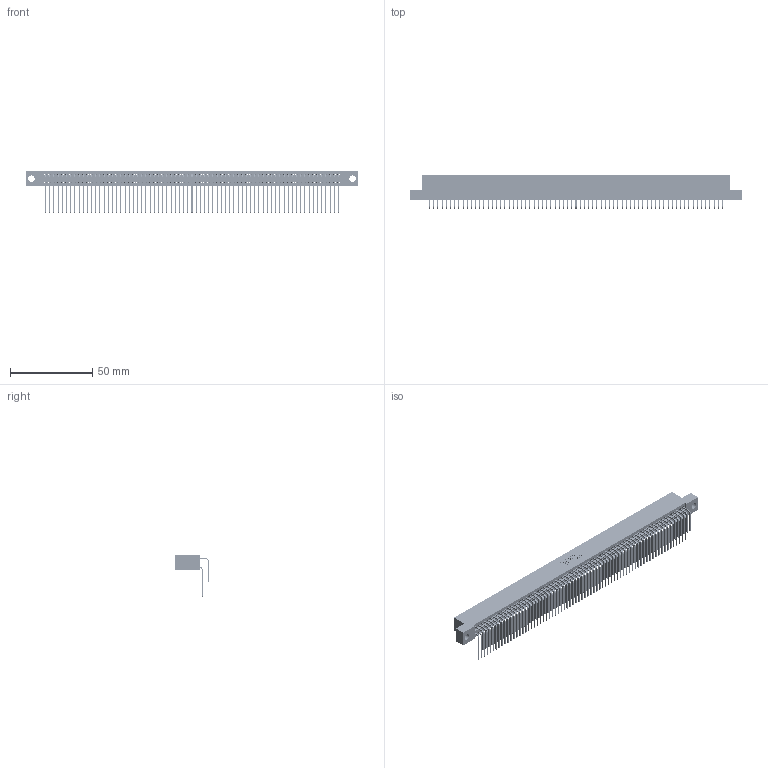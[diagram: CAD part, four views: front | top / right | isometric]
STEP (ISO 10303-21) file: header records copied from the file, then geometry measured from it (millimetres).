
FILE_DESCRIPTION (( 'STEP AP203' ), '1' );
FILE_NAME ('395-142-559-204.STEP', '2021-06-18T05:48:35', ( '' ), ( '' ), 'SwSTEP 2.0', 'SolidWorks 2020', '' );
FILE_SCHEMA (( 'CONFIG_CONTROL_DESIGN' ));
Length unit declared in the file: inch
Products named in the file (4): 345-292-001_558 559 Tail - 1; 345 Part_Flush Mounting Lugs - 0.156 Dia-TI; 345-292-001_559 Tail - 2; 395-142-559-204
Assembly tree (143 placements, depth 2):
  395-142-559-204
    345 Part_Flush Mounting Lugs - 0.156 Dia-TI
    345-292-001_558 559 Tail - 1  x71
    345-292-001_559 Tail - 2  x71
Bounding box: 201.55 x 20.56 x 25.53 mm (x, y, z)
Volume: 20561.1 mm3; surface area: 34657.9 mm2
Topology: 143 solids, 143 shells, 7524 faces, 22387 edges, 14734 vertices
Faces by surface type: plane 5064, cylinder 2460
Entity records: 53875 total; most frequent: CARTESIAN_POINT 9053, ORIENTED_EDGE 8934, DIRECTION 7919, EDGE_CURVE 4467, LINE 4011, VECTOR 4011, VERTEX_POINT 2974, AXIS2_PLACEMENT_3D 1954
